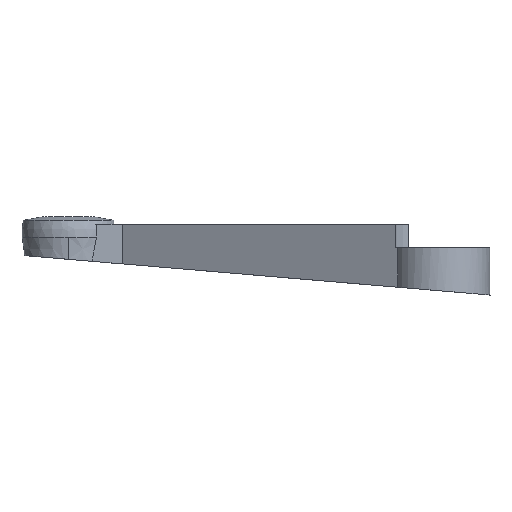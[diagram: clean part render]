
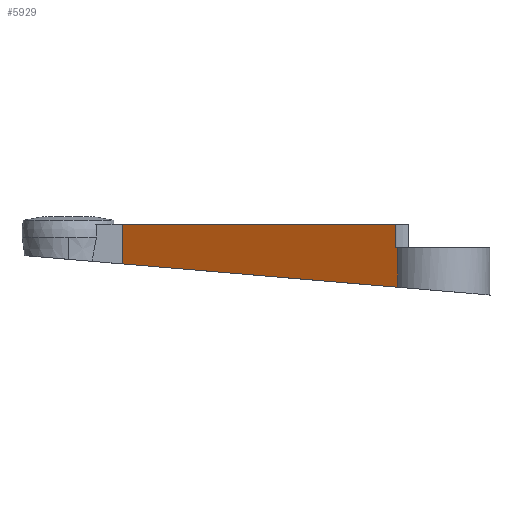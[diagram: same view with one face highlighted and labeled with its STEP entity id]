
A CAD part, front view. The second image highlights one B-rep face of the part: STEP entity #5929.
In plain terms, the highlighted planar face has unit normal (-0.46, -0.888, 0).
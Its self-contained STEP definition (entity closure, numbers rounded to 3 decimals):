
#48 = PLANE('',#49);
#49 = AXIS2_PLACEMENT_3D('',#50,#51,#52);
#50 = CARTESIAN_POINT('',(-34.007,-275.014,1.95
    ));
#51 = DIRECTION('',(-0.084,0.,
    -0.996));
#52 = DIRECTION('',(-0.996,0.,0.084));
#5143 = PLANE('',#5144);
#5144 = AXIS2_PLACEMENT_3D('',#5145,#5146,#5147);
#5145 = CARTESIAN_POINT('',(-33.632,-275.,9.));
#5146 = DIRECTION('',(0.,0.,1.));
#5147 = DIRECTION('',(1.,0.,0.));
#5732 = CYLINDRICAL_SURFACE('',#5733,6.35);
#5733 = AXIS2_PLACEMENT_3D('',#5734,#5735,#5736);
#5734 = CARTESIAN_POINT('',(-16.,-295.,6.));
#5735 = DIRECTION('',(0.,0.,1.));
#5736 = DIRECTION('',(-1.,0.,0.));
#5826 = VERTEX_POINT('',#5827);
#5827 = CARTESIAN_POINT('',(-21.542,-298.1,
    0.893));
#5873 = EDGE_CURVE('',#5826,#5874,#5876,.T.);
#5874 = VERTEX_POINT('',#5875);
#5875 = CARTESIAN_POINT('',(-21.542,-298.1,6.));
#5876 = SURFACE_CURVE('',#5877,(#5881,#5887),.PCURVE_S1.);
#5877 = LINE('',#5878,#5879);
#5878 = CARTESIAN_POINT('',(-21.542,-298.1,6.));
#5879 = VECTOR('',#5880,1.);
#5880 = DIRECTION('',(0.,0.,1.));
#5881 = PCURVE('',#5732,#5882);
#5882 = DEFINITIONAL_REPRESENTATION('',(#5883),#5886);
#5883 = B_SPLINE_CURVE_WITH_KNOTS('',1,(#5884,#5885),.UNSPECIFIED.,.F.,
  .F.,(2,2),(-6.9,0.),.PIECEWISE_BEZIER_KNOTS.);
#5884 = CARTESIAN_POINT('',(-5.773,-6.9));
#5885 = CARTESIAN_POINT('',(-5.773,0.));
#5886 = ( GEOMETRIC_REPRESENTATION_CONTEXT(2) 
PARAMETRIC_REPRESENTATION_CONTEXT() REPRESENTATION_CONTEXT('2D SPACE',''
  ) );
#5887 = PCURVE('',#5888,#5893);
#5888 = PLANE('',#5889);
#5889 = AXIS2_PLACEMENT_3D('',#5890,#5891,#5892);
#5890 = CARTESIAN_POINT('',(-57.005,-279.75,0.));
#5891 = DIRECTION('',(0.46,0.888,0.));
#5892 = DIRECTION('',(0.888,-0.46,0.));
#5893 = DEFINITIONAL_REPRESENTATION('',(#5894),#5897);
#5894 = B_SPLINE_CURVE_WITH_KNOTS('',1,(#5895,#5896),.UNSPECIFIED.,.F.,
  .F.,(2,2),(-6.9,0.),.PIECEWISE_BEZIER_KNOTS.);
#5895 = CARTESIAN_POINT('',(39.929,0.9));
#5896 = CARTESIAN_POINT('',(39.929,-6.));
#5897 = ( GEOMETRIC_REPRESENTATION_CONTEXT(2) 
PARAMETRIC_REPRESENTATION_CONTEXT() REPRESENTATION_CONTEXT('2D SPACE',''
  ) );
#5914 = PLANE('',#5915);
#5915 = AXIS2_PLACEMENT_3D('',#5916,#5917,#5918);
#5916 = CARTESIAN_POINT('',(-14.764,-275.,6.));
#5917 = DIRECTION('',(0.,0.,1.));
#5918 = DIRECTION('',(1.,0.,0.));
#5929 = ADVANCED_FACE('',(#5930),#5888,.F.);
#5930 = FACE_BOUND('',#5931,.F.);
#5931 = EDGE_LOOP('',(#5932,#5954,#5982,#6005,#6031,#6050));
#5932 = ORIENTED_EDGE('',*,*,#5933,.F.);
#5933 = EDGE_CURVE('',#5934,#5826,#5936,.T.);
#5934 = VERTEX_POINT('',#5935);
#5935 = CARTESIAN_POINT('',(-57.005,-279.75,3.899));
#5936 = SURFACE_CURVE('',#5937,(#5941,#5947),.PCURVE_S1.);
#5937 = LINE('',#5938,#5939);
#5938 = CARTESIAN_POINT('',(-20.456,-298.662,
    0.801));
#5939 = VECTOR('',#5940,1.);
#5940 = DIRECTION('',(0.886,-0.458,-0.075
    ));
#5941 = PCURVE('',#5888,#5942);
#5942 = DEFINITIONAL_REPRESENTATION('',(#5943),#5946);
#5943 = B_SPLINE_CURVE_WITH_KNOTS('',1,(#5944,#5945),.UNSPECIFIED.,.F.,
  .F.,(2,2),(-41.267,-1.226),.PIECEWISE_BEZIER_KNOTS.);
#5944 = CARTESIAN_POINT('',(0.,-3.899));
#5945 = CARTESIAN_POINT('',(39.929,-0.893));
#5946 = ( GEOMETRIC_REPRESENTATION_CONTEXT(2) 
PARAMETRIC_REPRESENTATION_CONTEXT() REPRESENTATION_CONTEXT('2D SPACE',''
  ) );
#5947 = PCURVE('',#48,#5948);
#5948 = DEFINITIONAL_REPRESENTATION('',(#5949),#5953);
#5949 = LINE('',#5950,#5951);
#5950 = CARTESIAN_POINT('',(-13.599,-23.648));
#5951 = VECTOR('',#5952,1.);
#5952 = DIRECTION('',(-0.889,-0.458));
#5953 = ( GEOMETRIC_REPRESENTATION_CONTEXT(2) 
PARAMETRIC_REPRESENTATION_CONTEXT() REPRESENTATION_CONTEXT('2D SPACE',''
  ) );
#5954 = ORIENTED_EDGE('',*,*,#5955,.T.);
#5955 = EDGE_CURVE('',#5934,#5956,#5958,.T.);
#5956 = VERTEX_POINT('',#5957);
#5957 = CARTESIAN_POINT('',(-57.005,-279.75,9.));
#5958 = SURFACE_CURVE('',#5959,(#5963,#5970),.PCURVE_S1.);
#5959 = LINE('',#5960,#5961);
#5960 = CARTESIAN_POINT('',(-57.005,-279.75,0.));
#5961 = VECTOR('',#5962,1.);
#5962 = DIRECTION('',(0.,0.,1.));
#5963 = PCURVE('',#5888,#5964);
#5964 = DEFINITIONAL_REPRESENTATION('',(#5965),#5969);
#5965 = LINE('',#5966,#5967);
#5966 = CARTESIAN_POINT('',(0.,0.));
#5967 = VECTOR('',#5968,1.);
#5968 = DIRECTION('',(0.,-1.));
#5969 = ( GEOMETRIC_REPRESENTATION_CONTEXT(2) 
PARAMETRIC_REPRESENTATION_CONTEXT() REPRESENTATION_CONTEXT('2D SPACE',''
  ) );
#5970 = PCURVE('',#5971,#5976);
#5971 = PLANE('',#5972);
#5972 = AXIS2_PLACEMENT_3D('',#5973,#5974,#5975);
#5973 = CARTESIAN_POINT('',(-57.005,-279.75,0.));
#5974 = DIRECTION('',(0.,-1.,0.));
#5975 = DIRECTION('',(-1.,0.,0.));
#5976 = DEFINITIONAL_REPRESENTATION('',(#5977),#5981);
#5977 = LINE('',#5978,#5979);
#5978 = CARTESIAN_POINT('',(0.,-0.));
#5979 = VECTOR('',#5980,1.);
#5980 = DIRECTION('',(0.,-1.));
#5981 = ( GEOMETRIC_REPRESENTATION_CONTEXT(2) 
PARAMETRIC_REPRESENTATION_CONTEXT() REPRESENTATION_CONTEXT('2D SPACE',''
  ) );
#5982 = ORIENTED_EDGE('',*,*,#5983,.T.);
#5983 = EDGE_CURVE('',#5956,#5984,#5986,.T.);
#5984 = VERTEX_POINT('',#5985);
#5985 = CARTESIAN_POINT('',(-21.854,-297.938,9.));
#5986 = SURFACE_CURVE('',#5987,(#5991,#5998),.PCURVE_S1.);
#5987 = LINE('',#5988,#5989);
#5988 = CARTESIAN_POINT('',(-57.005,-279.75,9.));
#5989 = VECTOR('',#5990,1.);
#5990 = DIRECTION('',(0.888,-0.46,0.));
#5991 = PCURVE('',#5888,#5992);
#5992 = DEFINITIONAL_REPRESENTATION('',(#5993),#5997);
#5993 = LINE('',#5994,#5995);
#5994 = CARTESIAN_POINT('',(0.,-9.));
#5995 = VECTOR('',#5996,1.);
#5996 = DIRECTION('',(1.,0.));
#5997 = ( GEOMETRIC_REPRESENTATION_CONTEXT(2) 
PARAMETRIC_REPRESENTATION_CONTEXT() REPRESENTATION_CONTEXT('2D SPACE',''
  ) );
#5998 = PCURVE('',#5143,#5999);
#5999 = DEFINITIONAL_REPRESENTATION('',(#6000),#6004);
#6000 = LINE('',#6001,#6002);
#6001 = CARTESIAN_POINT('',(-23.372,-4.75));
#6002 = VECTOR('',#6003,1.);
#6003 = DIRECTION('',(0.888,-0.46));
#6004 = ( GEOMETRIC_REPRESENTATION_CONTEXT(2) 
PARAMETRIC_REPRESENTATION_CONTEXT() REPRESENTATION_CONTEXT('2D SPACE',''
  ) );
#6005 = ORIENTED_EDGE('',*,*,#6006,.T.);
#6006 = EDGE_CURVE('',#5984,#6007,#6009,.T.);
#6007 = VERTEX_POINT('',#6008);
#6008 = CARTESIAN_POINT('',(-21.854,-297.938,6.));
#6009 = SURFACE_CURVE('',#6010,(#6014,#6020),.PCURVE_S1.);
#6010 = LINE('',#6011,#6012);
#6011 = CARTESIAN_POINT('',(-21.854,-297.938,6.));
#6012 = VECTOR('',#6013,1.);
#6013 = DIRECTION('',(-0.,-0.,-1.));
#6014 = PCURVE('',#5888,#6015);
#6015 = DEFINITIONAL_REPRESENTATION('',(#6016),#6019);
#6016 = B_SPLINE_CURVE_WITH_KNOTS('',1,(#6017,#6018),.UNSPECIFIED.,.F.,
  .F.,(2,2),(-3.9,0.),.PIECEWISE_BEZIER_KNOTS.);
#6017 = CARTESIAN_POINT('',(39.578,-9.9));
#6018 = CARTESIAN_POINT('',(39.578,-6.));
#6019 = ( GEOMETRIC_REPRESENTATION_CONTEXT(2) 
PARAMETRIC_REPRESENTATION_CONTEXT() REPRESENTATION_CONTEXT('2D SPACE',''
  ) );
#6020 = PCURVE('',#6021,#6026);
#6021 = CYLINDRICAL_SURFACE('',#6022,6.55);
#6022 = AXIS2_PLACEMENT_3D('',#6023,#6024,#6025);
#6023 = CARTESIAN_POINT('',(-16.,-295.,6.));
#6024 = DIRECTION('',(-0.,-0.,-1.));
#6025 = DIRECTION('',(1.,0.,0.));
#6026 = DEFINITIONAL_REPRESENTATION('',(#6027),#6030);
#6027 = B_SPLINE_CURVE_WITH_KNOTS('',1,(#6028,#6029),.UNSPECIFIED.,.F.,
  .F.,(2,2),(-3.9,0.),.PIECEWISE_BEZIER_KNOTS.);
#6028 = CARTESIAN_POINT('',(-3.607,-3.9));
#6029 = CARTESIAN_POINT('',(-3.607,0.));
#6030 = ( GEOMETRIC_REPRESENTATION_CONTEXT(2) 
PARAMETRIC_REPRESENTATION_CONTEXT() REPRESENTATION_CONTEXT('2D SPACE',''
  ) );
#6031 = ORIENTED_EDGE('',*,*,#6032,.T.);
#6032 = EDGE_CURVE('',#6007,#5874,#6033,.T.);
#6033 = SURFACE_CURVE('',#6034,(#6038,#6044),.PCURVE_S1.);
#6034 = LINE('',#6035,#6036);
#6035 = CARTESIAN_POINT('',(-41.314,-287.869,6.));
#6036 = VECTOR('',#6037,1.);
#6037 = DIRECTION('',(0.888,-0.46,0.)
  );
#6038 = PCURVE('',#5888,#6039);
#6039 = DEFINITIONAL_REPRESENTATION('',(#6040),#6043);
#6040 = B_SPLINE_CURVE_WITH_KNOTS('',1,(#6041,#6042),.UNSPECIFIED.,.F.,
  .F.,(2,2),(21.127,25.76),.PIECEWISE_BEZIER_KNOTS.);
#6041 = CARTESIAN_POINT('',(38.794,-6.));
#6042 = CARTESIAN_POINT('',(43.426,-6.));
#6043 = ( GEOMETRIC_REPRESENTATION_CONTEXT(2) 
PARAMETRIC_REPRESENTATION_CONTEXT() REPRESENTATION_CONTEXT('2D SPACE',''
  ) );
#6044 = PCURVE('',#5914,#6045);
#6045 = DEFINITIONAL_REPRESENTATION('',(#6046),#6049);
#6046 = B_SPLINE_CURVE_WITH_KNOTS('',1,(#6047,#6048),.UNSPECIFIED.,.F.,
  .F.,(2,2),(21.127,25.76),.PIECEWISE_BEZIER_KNOTS.);
#6047 = CARTESIAN_POINT('',(-7.786,-22.578));
#6048 = CARTESIAN_POINT('',(-3.672,-24.707));
#6049 = ( GEOMETRIC_REPRESENTATION_CONTEXT(2) 
PARAMETRIC_REPRESENTATION_CONTEXT() REPRESENTATION_CONTEXT('2D SPACE',''
  ) );
#6050 = ORIENTED_EDGE('',*,*,#5873,.F.);
